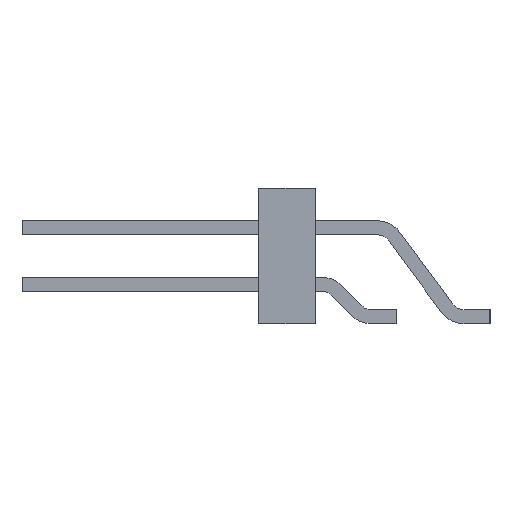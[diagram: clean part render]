
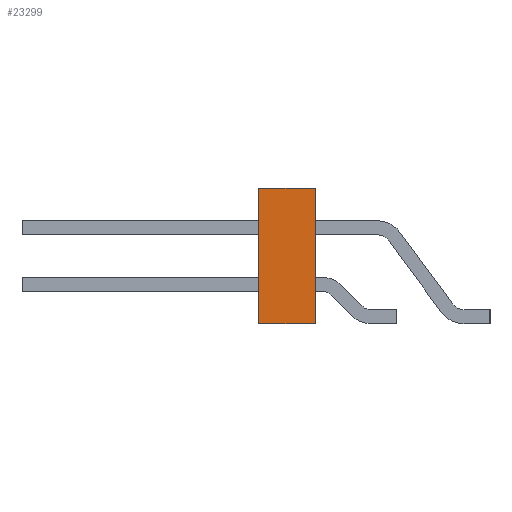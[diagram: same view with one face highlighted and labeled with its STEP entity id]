
A CAD part, left-side view. The second image highlights one B-rep face of the part: STEP entity #23299.
In plain terms, the highlighted face is planar.
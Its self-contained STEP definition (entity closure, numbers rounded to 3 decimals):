
#2770 = VERTEX_POINT('',#2771);
#2771 = CARTESIAN_POINT('',(22.86,3.048,1.27));
#2777 = EDGE_CURVE('',#2770,#2778,#2780,.T.);
#2778 = VERTEX_POINT('',#2779);
#2779 = CARTESIAN_POINT('',(22.86,3.048,-1.27));
#2780 = LINE('',#2781,#2782);
#2781 = CARTESIAN_POINT('',(22.86,3.048,1.27));
#2782 = VECTOR('',#2783,1.);
#2783 = DIRECTION('',(0.,0.,-1.));
#10136 = VERTEX_POINT('',#10137);
#10137 = CARTESIAN_POINT('',(22.86,-3.048,-1.27));
#10143 = EDGE_CURVE('',#10144,#10136,#10146,.T.);
#10144 = VERTEX_POINT('',#10145);
#10145 = CARTESIAN_POINT('',(22.86,-3.048,1.27));
#10146 = LINE('',#10147,#10148);
#10147 = CARTESIAN_POINT('',(22.86,-3.048,1.27));
#10148 = VECTOR('',#10149,1.);
#10149 = DIRECTION('',(0.,0.,-1.));
#17769 = EDGE_CURVE('',#10144,#2770,#17770,.T.);
#17770 = LINE('',#17771,#17772);
#17771 = CARTESIAN_POINT('',(22.86,-3.048,1.27));
#17772 = VECTOR('',#17773,1.);
#17773 = DIRECTION('',(0.,1.,0.));
#20828 = EDGE_CURVE('',#10136,#2778,#20829,.T.);
#20829 = LINE('',#20830,#20831);
#20830 = CARTESIAN_POINT('',(22.86,-3.048,-1.27));
#20831 = VECTOR('',#20832,1.);
#20832 = DIRECTION('',(0.,1.,0.));
#23299 = ADVANCED_FACE('',(#23300),#23306,.F.);
#23300 = FACE_BOUND('',#23301,.T.);
#23301 = EDGE_LOOP('',(#23302,#23303,#23304,#23305));
#23302 = ORIENTED_EDGE('',*,*,#20828,.T.);
#23303 = ORIENTED_EDGE('',*,*,#2777,.F.);
#23304 = ORIENTED_EDGE('',*,*,#17769,.F.);
#23305 = ORIENTED_EDGE('',*,*,#10143,.T.);
#23306 = PLANE('',#23307);
#23307 = AXIS2_PLACEMENT_3D('',#23308,#23309,#23310);
#23308 = CARTESIAN_POINT('',(22.86,-3.048,1.27));
#23309 = DIRECTION('',(-1.,0.,0.));
#23310 = DIRECTION('',(0.,0.,1.));
